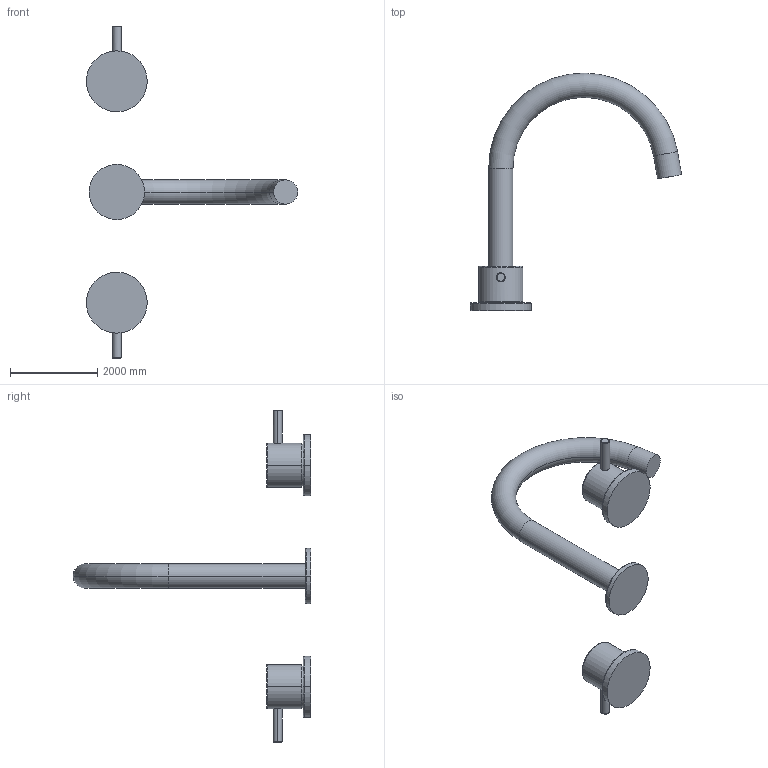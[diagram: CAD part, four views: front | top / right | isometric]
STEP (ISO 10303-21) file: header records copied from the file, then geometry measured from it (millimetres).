
FILE_DESCRIPTION((''),'2;1');
FILE_NAME('193','2018-07-29T',('MQ'),(''),'PRO/ENGINEER BY PARAMETRIC TECHNOLOGY CORPORATION, 2012130','PRO/ENGINEER BY PARAMETRIC TECHNOLOGY CORPORATION, 2012130','');
FILE_SCHEMA(('CONFIG_CONTROL_DESIGN'));
Length unit declared in the file: inch
Products named in the file (1): 193
Bounding box: 4847.75 x 5454.65 x 7620 mm (x, y, z)
Volume: 4396418413.5 mm3; surface area: 33534021.2 mm2
Topology: 3 solids, 3 shells, 51 faces, 96 edges, 58 vertices
Faces by surface type: cylinder 22, torus 16, plane 13
Entity records: 1374 total; most frequent: DIRECTION 264, CARTESIAN_POINT 255, ORIENTED_EDGE 192, AXIS2_PLACEMENT_3D 121, EDGE_CURVE 96, CIRCLE 70, VERTEX_POINT 58, EDGE_LOOP 58
